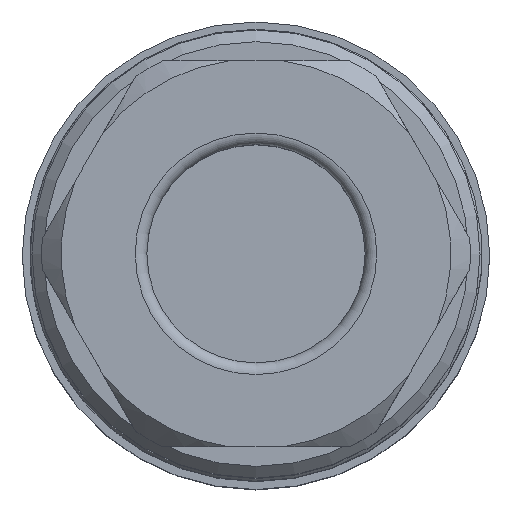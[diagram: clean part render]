
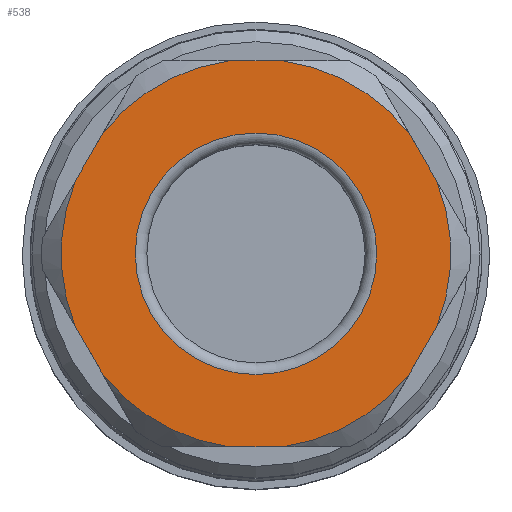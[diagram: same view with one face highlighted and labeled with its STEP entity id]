
A CAD part, top view. The second image highlights one B-rep face of the part: STEP entity #538.
In plain terms, the highlighted planar face has unit normal (0, 0, 1).
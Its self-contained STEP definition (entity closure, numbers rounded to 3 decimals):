
#342=LINE('',#2178,#377);
#343=LINE('',#2179,#378);
#344=LINE('',#2180,#379);
#345=LINE('',#2181,#380);
#346=LINE('',#2182,#381);
#347=LINE('',#2186,#382);
#377=VECTOR('',#1775,1.);
#378=VECTOR('',#1776,1.);
#379=VECTOR('',#1777,1.);
#380=VECTOR('',#1778,1.);
#381=VECTOR('',#1779,1.);
#382=VECTOR('',#1782,1.);
#538=ADVANCED_FACE('',(#659,#660),#605,.T.);
#605=PLANE('',#1541);
#659=FACE_BOUND('',#777,.T.);
#660=FACE_BOUND('',#778,.T.);
#777=EDGE_LOOP('',(#959));
#778=EDGE_LOOP('',(#960,#961,#962,#963,#964,#965,#966,#967,#968,#969,#970,
#971));
#959=ORIENTED_EDGE('',*,*,#1293,.T.);
#960=ORIENTED_EDGE('',*,*,#1314,.F.);
#961=ORIENTED_EDGE('',*,*,#1301,.T.);
#962=ORIENTED_EDGE('',*,*,#1315,.F.);
#963=ORIENTED_EDGE('',*,*,#1305,.T.);
#964=ORIENTED_EDGE('',*,*,#1316,.F.);
#965=ORIENTED_EDGE('',*,*,#1309,.T.);
#966=ORIENTED_EDGE('',*,*,#1317,.F.);
#967=ORIENTED_EDGE('',*,*,#1313,.T.);
#968=ORIENTED_EDGE('',*,*,#1318,.F.);
#969=ORIENTED_EDGE('',*,*,#1319,.T.);
#970=ORIENTED_EDGE('',*,*,#1320,.F.);
#971=ORIENTED_EDGE('',*,*,#1297,.T.);
#1177=VERTEX_POINT('',#2101);
#1179=VERTEX_POINT('',#2108);
#1181=VERTEX_POINT('',#2115);
#1183=VERTEX_POINT('',#2123);
#1185=VERTEX_POINT('',#2130);
#1187=VERTEX_POINT('',#2138);
#1189=VERTEX_POINT('',#2145);
#1191=VERTEX_POINT('',#2153);
#1193=VERTEX_POINT('',#2160);
#1195=VERTEX_POINT('',#2168);
#1197=VERTEX_POINT('',#2175);
#1198=VERTEX_POINT('',#2183);
#1199=VERTEX_POINT('',#2185);
#1293=EDGE_CURVE('',#1177,#1177,#1420,.T.);
#1297=EDGE_CURVE('',#1179,#1181,#1422,.T.);
#1301=EDGE_CURVE('',#1183,#1185,#1424,.T.);
#1305=EDGE_CURVE('',#1187,#1189,#1426,.T.);
#1309=EDGE_CURVE('',#1191,#1193,#1428,.T.);
#1313=EDGE_CURVE('',#1195,#1197,#1430,.T.);
#1314=EDGE_CURVE('',#1183,#1181,#342,.T.);
#1315=EDGE_CURVE('',#1187,#1185,#343,.T.);
#1316=EDGE_CURVE('',#1191,#1189,#344,.T.);
#1317=EDGE_CURVE('',#1195,#1193,#345,.T.);
#1318=EDGE_CURVE('',#1198,#1197,#346,.T.);
#1319=EDGE_CURVE('',#1198,#1199,#1431,.T.);
#1320=EDGE_CURVE('',#1179,#1199,#347,.T.);
#1420=CIRCLE('',#1523,3.1);
#1422=CIRCLE('',#1526,5.);
#1424=CIRCLE('',#1529,5.);
#1426=CIRCLE('',#1532,5.);
#1428=CIRCLE('',#1535,5.);
#1430=CIRCLE('',#1538,5.);
#1431=CIRCLE('',#1540,5.);
#1523=AXIS2_PLACEMENT_3D('',#2100,#1741,#1742);
#1526=AXIS2_PLACEMENT_3D('',#2116,#1747,#1748);
#1529=AXIS2_PLACEMENT_3D('',#2131,#1753,#1754);
#1532=AXIS2_PLACEMENT_3D('',#2146,#1759,#1760);
#1535=AXIS2_PLACEMENT_3D('',#2161,#1765,#1766);
#1538=AXIS2_PLACEMENT_3D('',#2176,#1771,#1772);
#1540=AXIS2_PLACEMENT_3D('',#2184,#1780,#1781);
#1541=AXIS2_PLACEMENT_3D('',#2187,#1783,#1784);
#1741=DIRECTION('',(0.,0.,-1.));
#1742=DIRECTION('',(0.,1.,0.));
#1747=DIRECTION('',(0.,0.,1.));
#1748=DIRECTION('',(0.,1.,0.));
#1753=DIRECTION('',(0.,0.,1.));
#1754=DIRECTION('',(0.,1.,0.));
#1759=DIRECTION('',(0.,0.,1.));
#1760=DIRECTION('',(0.,1.,0.));
#1765=DIRECTION('',(0.,0.,1.));
#1766=DIRECTION('',(0.,1.,0.));
#1771=DIRECTION('',(0.,0.,1.));
#1772=DIRECTION('',(0.,1.,0.));
#1775=DIRECTION('',(-0.5,-0.866,0.));
#1776=DIRECTION('',(0.5,-0.866,0.));
#1777=DIRECTION('',(1.,0.,0.));
#1778=DIRECTION('',(0.5,0.866,0.));
#1779=DIRECTION('',(-0.5,0.866,0.));
#1780=DIRECTION('',(0.,0.,1.));
#1781=DIRECTION('',(0.,1.,0.));
#1782=DIRECTION('',(-1.,0.,0.));
#1783=DIRECTION('',(0.,0.,1.));
#1784=DIRECTION('',(0.,1.,0.));
#2100=CARTESIAN_POINT('',(-130.,60.,-16.408));
#2101=CARTESIAN_POINT('',(-130.,63.1,-16.408));
#2108=CARTESIAN_POINT('',(-129.295,55.05,-16.408));
#2115=CARTESIAN_POINT('',(-126.066,56.914,-16.408));
#2116=CARTESIAN_POINT('',(-130.,60.,-16.408));
#2123=CARTESIAN_POINT('',(-125.361,58.136,-16.408));
#2130=CARTESIAN_POINT('',(-125.361,61.864,-16.408));
#2131=CARTESIAN_POINT('',(-130.,60.,-16.408));
#2138=CARTESIAN_POINT('',(-126.066,63.086,-16.408));
#2145=CARTESIAN_POINT('',(-129.295,64.95,-16.408));
#2146=CARTESIAN_POINT('',(-130.,60.,-16.408));
#2153=CARTESIAN_POINT('',(-130.705,64.95,-16.408));
#2160=CARTESIAN_POINT('',(-133.934,63.086,-16.408));
#2161=CARTESIAN_POINT('',(-130.,60.,-16.408));
#2168=CARTESIAN_POINT('',(-134.639,61.864,-16.408));
#2175=CARTESIAN_POINT('',(-134.639,58.136,-16.408));
#2176=CARTESIAN_POINT('',(-130.,60.,-16.408));
#2178=CARTESIAN_POINT('',(-124.284,60.,-16.408));
#2179=CARTESIAN_POINT('',(-127.142,64.95,-16.408));
#2180=CARTESIAN_POINT('',(-132.858,64.95,-16.408));
#2181=CARTESIAN_POINT('',(-135.716,60.,-16.408));
#2182=CARTESIAN_POINT('',(-132.858,55.05,-16.408));
#2183=CARTESIAN_POINT('',(-133.934,56.914,-16.408));
#2184=CARTESIAN_POINT('',(-130.,60.,-16.408));
#2185=CARTESIAN_POINT('',(-130.705,55.05,-16.408));
#2186=CARTESIAN_POINT('',(-127.142,55.05,-16.408));
#2187=CARTESIAN_POINT('',(-130.,60.,-16.408));
